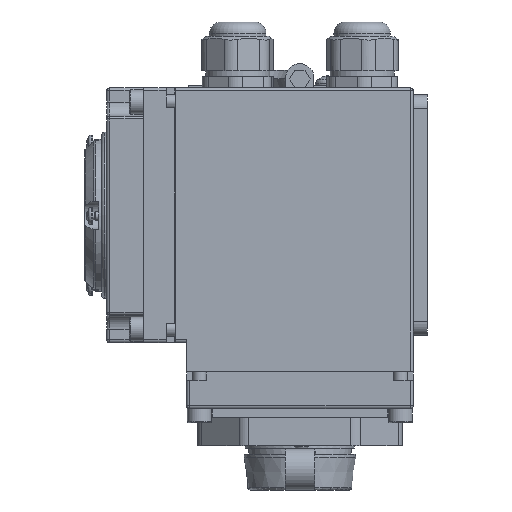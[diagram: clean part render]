
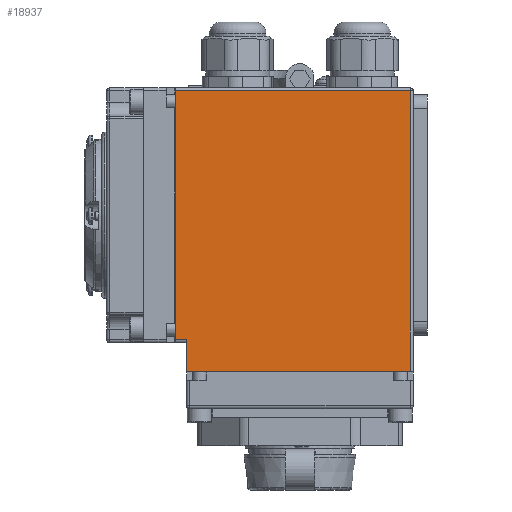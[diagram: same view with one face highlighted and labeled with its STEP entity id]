
A CAD part, left-side view. The second image highlights one B-rep face of the part: STEP entity #18937.
In plain terms, the highlighted planar face has unit normal (-1, 0, 0).
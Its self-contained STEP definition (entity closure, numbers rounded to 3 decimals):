
#1351=LINE('',#25823,#2995);
#1510=LINE('',#26357,#3154);
#1512=LINE('',#26360,#3156);
#1533=LINE('',#26399,#3177);
#1540=LINE('',#26414,#3184);
#2281=LINE('',#30370,#3925);
#2995=VECTOR('',#21149,10.);
#3154=VECTOR('',#21694,10.);
#3156=VECTOR('',#21698,10.);
#3177=VECTOR('',#21733,10.);
#3184=VECTOR('',#21744,10.);
#3925=VECTOR('',#23487,10.);
#5325=FACE_OUTER_BOUND('',#6395,.T.);
#6395=EDGE_LOOP('',(#16169,#16170,#16171,#16172,#16173,#16174));
#7244=VERTEX_POINT('',#25820);
#7245=VERTEX_POINT('',#25822);
#7425=VERTEX_POINT('',#26350);
#7427=VERTEX_POINT('',#26355);
#7438=VERTEX_POINT('',#26397);
#7444=VERTEX_POINT('',#26412);
#9063=EDGE_CURVE('',#7244,#7245,#1351,.T.);
#9329=EDGE_CURVE('',#7427,#7425,#1510,.T.);
#9331=EDGE_CURVE('',#7425,#7244,#1512,.T.);
#9354=EDGE_CURVE('',#7438,#7427,#1533,.T.);
#9362=EDGE_CURVE('',#7444,#7438,#1540,.T.);
#10508=EDGE_CURVE('',#7444,#7245,#2281,.T.);
#16169=ORIENTED_EDGE('',*,*,#9329,.F.);
#16170=ORIENTED_EDGE('',*,*,#9354,.F.);
#16171=ORIENTED_EDGE('',*,*,#9362,.F.);
#16172=ORIENTED_EDGE('',*,*,#10508,.T.);
#16173=ORIENTED_EDGE('',*,*,#9063,.F.);
#16174=ORIENTED_EDGE('',*,*,#9331,.F.);
#17068=PLANE('',#20325);
#18937=ADVANCED_FACE('',(#5325),#17068,.T.);
#20325=AXIS2_PLACEMENT_3D('',#32503,#24399,#24400);
#21149=DIRECTION('',(0.,1.,0.));
#21694=DIRECTION('',(0.,-1.,0.));
#21698=DIRECTION('',(0.,0.,-1.));
#21733=DIRECTION('',(0.,0.,1.));
#21744=DIRECTION('',(0.,1.,0.));
#23487=DIRECTION('',(0.,0.,-1.));
#24399=DIRECTION('center_axis',(-1.,0.,0.));
#24400=DIRECTION('ref_axis',(0.,1.,0.));
#25820=CARTESIAN_POINT('',(-80.,-39.,-100.));
#25822=CARTESIAN_POINT('',(-80.,40.,-100.));
#25823=CARTESIAN_POINT('',(-80.,-40.,-100.));
#26350=CARTESIAN_POINT('',(-80.,-39.,-1.));
#26355=CARTESIAN_POINT('',(-80.,44.,-1.));
#26357=CARTESIAN_POINT('',(-80.,-20.,-1.));
#26360=CARTESIAN_POINT('',(-80.,-39.,0.));
#26397=CARTESIAN_POINT('',(-80.,44.,-89.));
#26399=CARTESIAN_POINT('',(-80.,44.,-100.));
#26412=CARTESIAN_POINT('',(-80.,40.,-89.));
#26414=CARTESIAN_POINT('',(-80.,0.,-89.));
#30370=CARTESIAN_POINT('',(-80.,40.,0.));
#32503=CARTESIAN_POINT('Origin',(-80.,-40.,0.));
